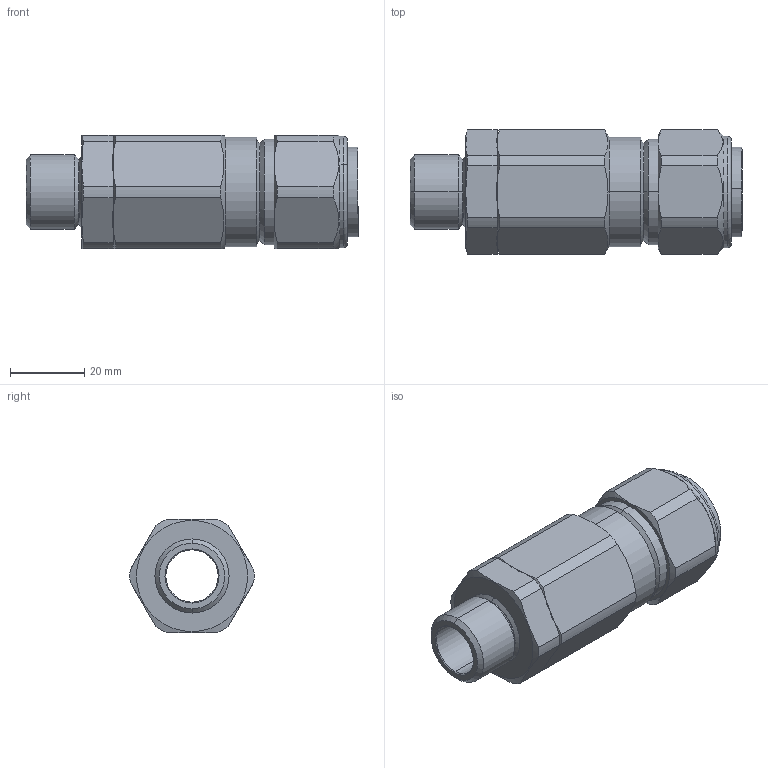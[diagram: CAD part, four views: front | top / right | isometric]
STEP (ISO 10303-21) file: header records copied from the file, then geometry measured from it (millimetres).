
FILE_DESCRIPTION (( 'STEP AP203' ), '1' );
FILE_NAME ('20T3CDS1RA.STEP', '2017-03-27T13:29:08', ( '' ), ( '' ), 'SwSTEP 2.0', 'SolidWorks 2014', '' );
FILE_SCHEMA (( 'CONFIG_CONTROL_DESIGN' ));
Length unit declared in the file: millimetre
Products named in the file (1): 20T3CDS1RA
Bounding box: 89.55 x 33.53 x 30.5 mm (x, y, z)
Surface area: 12668.5 mm2 (no closed solid volume)
Topology: 0 solids, 5 shells, 102 faces, 250 edges, 156 vertices
Faces by surface type: cone 38, cylinder 34, plane 26, torus 4
Entity records: 3305 total; most frequent: CARTESIAN_POINT 833, DIRECTION 526, ORIENTED_EDGE 476, EDGE_CURVE 250, AXIS2_PLACEMENT_3D 221, VERTEX_POINT 156, CIRCLE 118, EDGE_LOOP 110
